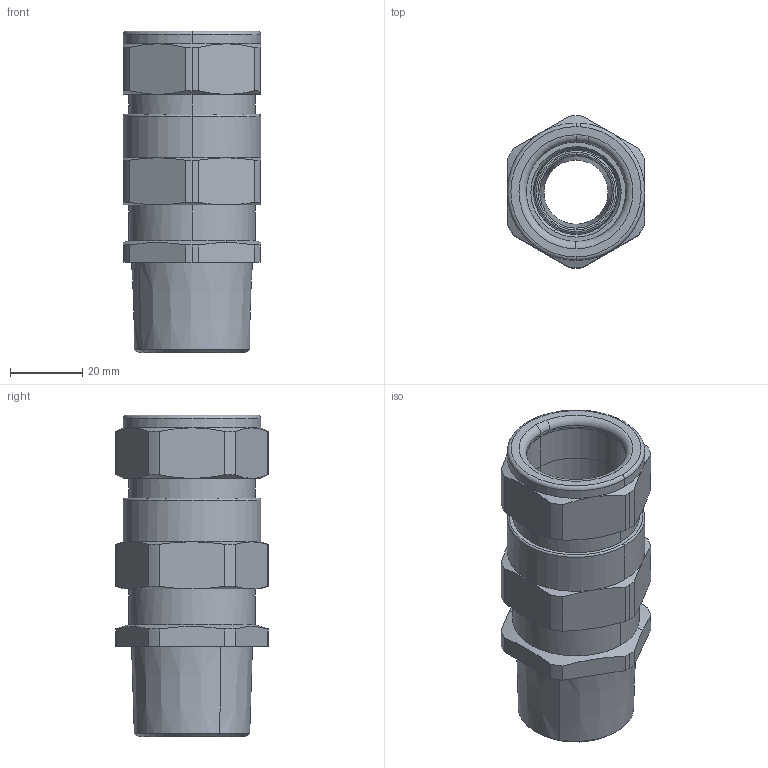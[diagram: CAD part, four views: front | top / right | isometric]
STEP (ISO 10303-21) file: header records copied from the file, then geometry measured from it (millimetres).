
FILE_DESCRIPTION(('CATIA V5 STEP Exchange','CAx-IF Rec.Pracs.--- Model Styling and Organization---1.4--- 2014-01-23'),'2;1');
FILE_NAME ('190864-1_0_1188260000_1188260000.stp','2023-01-03T02:52:53+00:00',('none'),('Weidmueller'),'CATIA Version 5-6 Release 2016 SP3 HF44','CATIA V5 STEP AP214','none');
FILE_SCHEMA(('AUTOMOTIVE_DESIGN { 1 0 10303 214 1 1 1 1 }'));
Length unit declared in the file: millimetre
Products named in the file (1): E1XZ/25/NPT1-WM
Bounding box: 38 x 42 x 88.9 mm (x, y, z)
Volume: 53744.7 mm3; surface area: 32662.8 mm2
Topology: 3 solids, 3 shells, 226 faces, 538 edges, 332 vertices
Faces by surface type: cone 80, cylinder 70, torus 38, plane 38
Entity records: 6374 total; most frequent: CARTESIAN_POINT 1458, ORIENTED_EDGE 1076, DIRECTION 822, EDGE_CURVE 538, AXIS2_PLACEMENT_3D 495, VERTEX_POINT 332, CIRCLE 316, EDGE_LOOP 246
